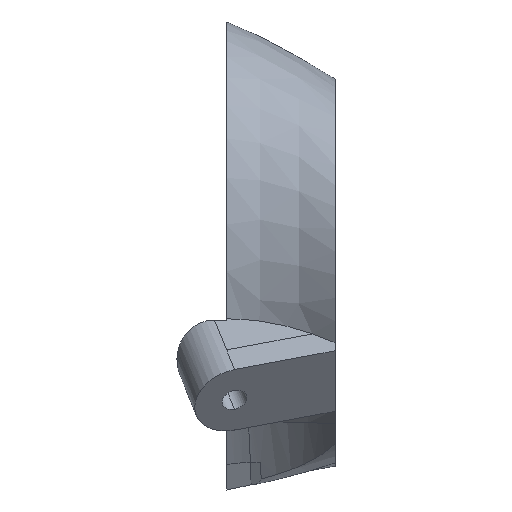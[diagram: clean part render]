
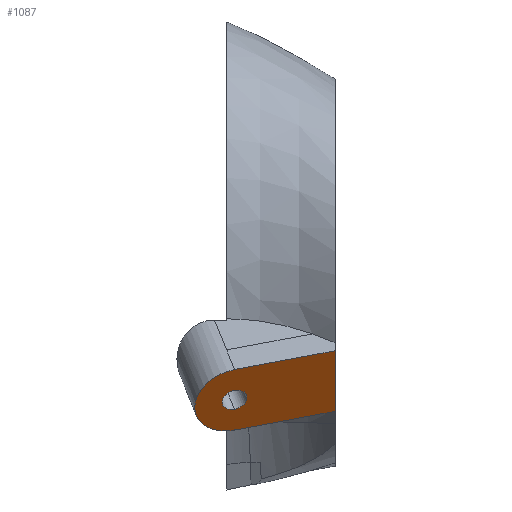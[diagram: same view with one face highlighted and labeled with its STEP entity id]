
A CAD part, left-side view. The second image highlights one B-rep face of the part: STEP entity #1087.
In plain terms, the highlighted planar face has unit normal (-0.707, -0.265, -0.656).
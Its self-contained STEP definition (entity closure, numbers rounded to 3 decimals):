
#28 = CARTESIAN_POINT ( 'NONE',  ( -38.188, 0., 11.613 ) ) ;
#168 = CARTESIAN_POINT ( 'NONE',  ( -22.373, 9.731, -9.381 ) ) ;
#194 = FACE_OUTER_BOUND ( 'NONE', #1409, .T. ) ;
#375 = LINE ( 'NONE', #1689, #2984 ) ;
#386 = ORIENTED_EDGE ( 'NONE', *, *, #1388, .F. ) ;
#415 = EDGE_CURVE ( 'NONE', #1891, #3296, #3344, .T. ) ;
#423 = VERTEX_POINT ( 'NONE', #2039 ) ;
#447 = PLANE ( 'NONE',  #2164 ) ;
#467 = ORIENTED_EDGE ( 'NONE', *, *, #2493, .T. ) ;
#545 = VECTOR ( 'NONE', #2889, 1000. ) ;
#556 = AXIS2_PLACEMENT_3D ( 'NONE', #1967, #1990, #2001 ) ;
#594 = EDGE_CURVE ( 'NONE', #1629, #1510, #918, .T. ) ;
#667 = CARTESIAN_POINT ( 'NONE',  ( -20.503, 9.731, -11.398 ) ) ;
#714 = DIRECTION ( 'NONE',  ( 0.707, 0.265, 0.656 ) ) ;
#750 = ORIENTED_EDGE ( 'NONE', *, *, #415, .T. ) ;
#858 = FACE_BOUND ( 'NONE', #2900, .T. ) ;
#880 = EDGE_CURVE ( 'NONE', #2584, #1891, #1814, .T. ) ;
#918 = CIRCLE ( 'NONE', #1065, 1.25 ) ;
#1065 = AXIS2_PLACEMENT_3D ( 'NONE', #1562, #1550, #1575 ) ;
#1070 = ORIENTED_EDGE ( 'NONE', *, *, #1459, .F. ) ;
#1081 = CARTESIAN_POINT ( 'NONE',  ( -16.934, 9.731, -15.248 ) ) ;
#1087 = ADVANCED_FACE ( 'NONE', ( #858, #194 ), #447, .F. ) ;
#1248 = CIRCLE ( 'NONE', #1408, 1.25 ) ;
#1388 = EDGE_CURVE ( 'NONE', #2584, #423, #2628, .T. ) ;
#1408 = AXIS2_PLACEMENT_3D ( 'NONE', #2297, #714, #2555 ) ;
#1409 = EDGE_LOOP ( 'NONE', ( #1070, #386, #2153, #750 ) ) ;
#1459 = EDGE_CURVE ( 'NONE', #423, #3296, #375, .T. ) ;
#1510 = VERTEX_POINT ( 'NONE', #1698 ) ;
#1550 = DIRECTION ( 'NONE',  ( 0.707, 0.265, 0.656 ) ) ;
#1562 = CARTESIAN_POINT ( 'NONE',  ( -19.653, 9.731, -12.314 ) ) ;
#1575 = DIRECTION ( 'NONE',  ( 0.68, 0., -0.733 ) ) ;
#1629 = VERTEX_POINT ( 'NONE', #667 ) ;
#1689 = CARTESIAN_POINT ( 'NONE',  ( -13.934, -5.142, -12.466 ) ) ;
#1698 = CARTESIAN_POINT ( 'NONE',  ( -18.803, 9.731, -13.231 ) ) ;
#1814 = LINE ( 'NONE', #2296, #3030 ) ;
#1853 = CARTESIAN_POINT ( 'NONE',  ( -13.708, -5.142, -12.71 ) ) ;
#1891 = VERTEX_POINT ( 'NONE', #168 ) ;
#1967 = CARTESIAN_POINT ( 'NONE',  ( -19.653, 9.731, -12.314 ) ) ;
#1990 = DIRECTION ( 'NONE',  ( -0.707, -0.265, -0.656 ) ) ;
#2001 = DIRECTION ( 'NONE',  ( 0.68, 0., -0.733 ) ) ;
#2039 = CARTESIAN_POINT ( 'NONE',  ( -14.971, 0., -13.428 ) ) ;
#2093 = DIRECTION ( 'NONE',  ( 0.707, 0.265, 0.656 ) ) ;
#2153 = ORIENTED_EDGE ( 'NONE', *, *, #880, .T. ) ;
#2164 = AXIS2_PLACEMENT_3D ( 'NONE', #1853, #2093, #2362 ) ;
#2296 = CARTESIAN_POINT ( 'NONE',  ( -19.373, -5.142, -6.6 ) ) ;
#2297 = CARTESIAN_POINT ( 'NONE',  ( -19.653, 9.731, -12.314 ) ) ;
#2325 = DIRECTION ( 'NONE',  ( -0.194, 0.964, -0.18 ) ) ;
#2362 = DIRECTION ( 'NONE',  ( 0.68, 0., -0.733 ) ) ;
#2493 = EDGE_CURVE ( 'NONE', #1510, #1629, #1248, .T. ) ;
#2555 = DIRECTION ( 'NONE',  ( 0.68, 0., -0.733 ) ) ;
#2584 = VERTEX_POINT ( 'NONE', #2840 ) ;
#2628 = LINE ( 'NONE', #28, #545 ) ;
#2732 = DIRECTION ( 'NONE',  ( -0.194, 0.964, -0.18 ) ) ;
#2840 = CARTESIAN_POINT ( 'NONE',  ( -20.41, 0., -7.561 ) ) ;
#2889 = DIRECTION ( 'NONE',  ( 0.68, 0., -0.733 ) ) ;
#2900 = EDGE_LOOP ( 'NONE', ( #467, #3167 ) ) ;
#2984 = VECTOR ( 'NONE', #2732, 1000. ) ;
#3030 = VECTOR ( 'NONE', #2325, 1000. ) ;
#3167 = ORIENTED_EDGE ( 'NONE', *, *, #594, .T. ) ;
#3296 = VERTEX_POINT ( 'NONE', #1081 ) ;
#3344 = CIRCLE ( 'NONE', #556, 4. ) ;
